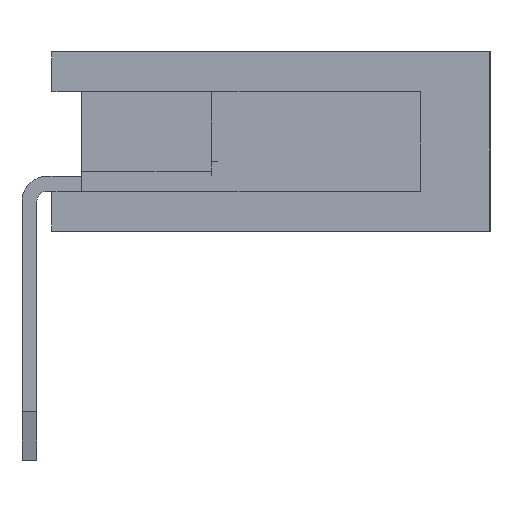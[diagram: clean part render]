
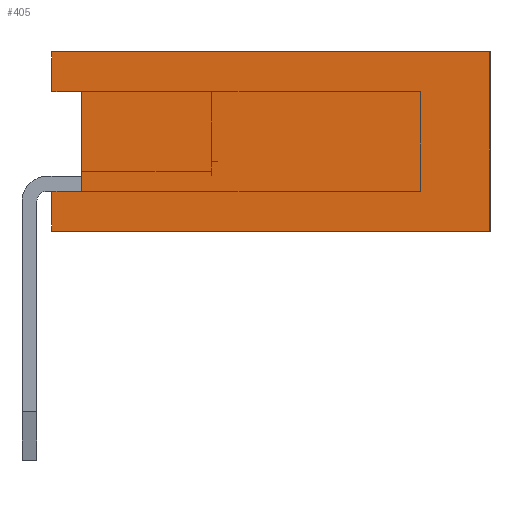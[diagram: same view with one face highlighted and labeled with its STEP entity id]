
A CAD part, left-side view. The second image highlights one B-rep face of the part: STEP entity #405.
In plain terms, the highlighted planar face has unit normal (-1, 0, 0).
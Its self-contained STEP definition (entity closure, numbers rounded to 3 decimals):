
#405=ADVANCED_FACE('',(#15347),#15349,.T.);
#15347=FACE_BOUND('',#15348,.T.);
#15348=EDGE_LOOP('',(#27293,#27294,#27295,#27296,#27297,#27298,#27299,#27300));
#15349=PLANE('',#15350);
#15350=AXIS2_PLACEMENT_3D('',#15351,#15352,#15353);
#15351=CARTESIAN_POINT('',(-0.635,-4.625,0.));
#15352=DIRECTION('',(-1.,0.,0.));
#15353=DIRECTION('',(0.,0.,1.));
#27293=ORIENTED_EDGE('',*,*,#36109,.T.);
#27294=ORIENTED_EDGE('',*,*,#36233,.T.);
#27295=ORIENTED_EDGE('',*,*,#35990,.T.);
#27296=ORIENTED_EDGE('',*,*,#36232,.F.);
#27297=ORIENTED_EDGE('',*,*,#36234,.F.);
#27298=ORIENTED_EDGE('',*,*,#36235,.T.);
#27299=ORIENTED_EDGE('',*,*,#36236,.T.);
#27300=ORIENTED_EDGE('',*,*,#36227,.F.);
#35990=EDGE_CURVE('',#40468,#40465,#40469,.F.);
#36109=EDGE_CURVE('',#40706,#40704,#40707,.F.);
#36227=EDGE_CURVE('',#40706,#40935,#40936,.T.);
#36232=EDGE_CURVE('',#40942,#40465,#40944,.T.);
#36233=EDGE_CURVE('',#40704,#40468,#40945,.T.);
#36234=EDGE_CURVE('',#40946,#40942,#40947,.T.);
#36235=EDGE_CURVE('',#40946,#40948,#40949,.T.);
#36236=EDGE_CURVE('',#40948,#40935,#40950,.T.);
#40465=VERTEX_POINT('',#47813);
#40468=VERTEX_POINT('',#47818);
#40469=LINE('',#47819,#47820);
#40704=VERTEX_POINT('',#48290);
#40706=VERTEX_POINT('',#48294);
#40707=LINE('',#48295,#48296);
#40935=VERTEX_POINT('',#48759);
#40936=LINE('',#48760,#48761);
#40942=VERTEX_POINT('',#48774);
#40944=LINE('',#48778,#48779);
#40945=LINE('',#48781,#48782);
#40946=VERTEX_POINT('',#48784);
#40947=LINE('',#48785,#48786);
#40948=VERTEX_POINT('',#48788);
#40949=LINE('',#48789,#48790);
#40950=LINE('',#48792,#48793);
#47813=CARTESIAN_POINT('',(-0.635,-0.225,0.4));
#47818=CARTESIAN_POINT('',(-0.635,-0.525,0.4));
#47819=CARTESIAN_POINT('',(-0.635,-0.225,0.4));
#47820=VECTOR('',#47821,1.);
#47821=DIRECTION('',(0.,-1.,0.));
#48290=CARTESIAN_POINT('',(-0.635,-0.525,1.4));
#48294=CARTESIAN_POINT('',(-0.635,-0.225,1.4));
#48295=CARTESIAN_POINT('',(-0.635,-0.525,1.4));
#48296=VECTOR('',#48297,1.);
#48297=DIRECTION('',(0.,1.,0.));
#48759=CARTESIAN_POINT('',(-0.635,-0.225,1.8));
#48760=CARTESIAN_POINT('',(-0.635,-0.225,1.4));
#48761=VECTOR('',#48762,1.);
#48762=DIRECTION('',(0.,0.,1.));
#48774=CARTESIAN_POINT('',(-0.635,-0.225,0.));
#48778=CARTESIAN_POINT('',(-0.635,-0.225,0.));
#48779=VECTOR('',#48780,1.);
#48780=DIRECTION('',(0.,0.,1.));
#48781=CARTESIAN_POINT('',(-0.635,-0.525,1.4));
#48782=VECTOR('',#48783,1.);
#48783=DIRECTION('',(0.,0.,-1.));
#48784=CARTESIAN_POINT('',(-0.635,-4.625,0.));
#48785=CARTESIAN_POINT('',(-0.635,-4.625,0.));
#48786=VECTOR('',#48787,1.);
#48787=DIRECTION('',(0.,1.,0.));
#48788=CARTESIAN_POINT('',(-0.635,-4.625,1.8));
#48789=CARTESIAN_POINT('',(-0.635,-4.625,0.));
#48790=VECTOR('',#48791,1.);
#48791=DIRECTION('',(0.,0.,1.));
#48792=CARTESIAN_POINT('',(-0.635,-4.625,1.8));
#48793=VECTOR('',#48794,1.);
#48794=DIRECTION('',(0.,1.,0.));
